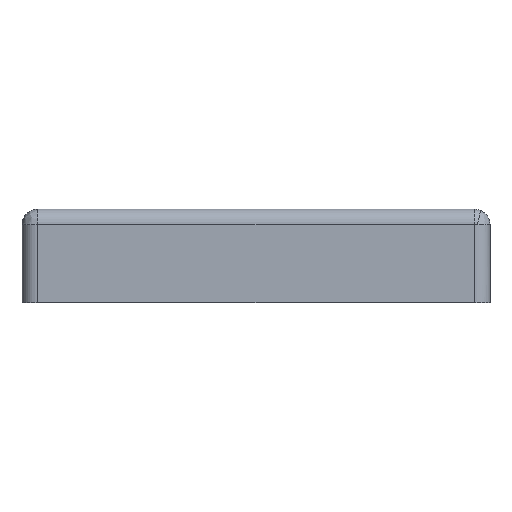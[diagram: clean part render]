
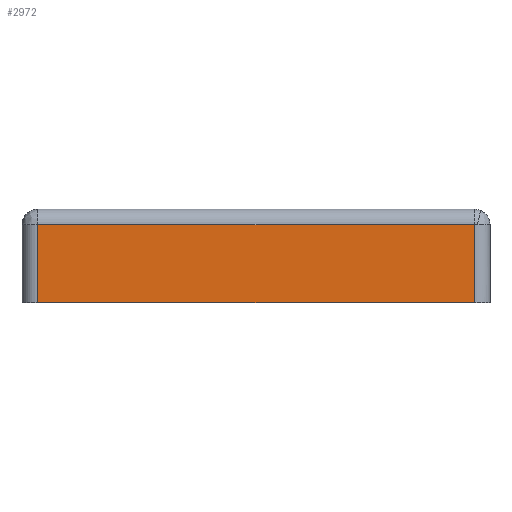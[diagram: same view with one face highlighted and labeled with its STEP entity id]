
A CAD part, front view. The second image highlights one B-rep face of the part: STEP entity #2972.
In plain terms, the highlighted planar face has unit normal (0, -1, 0).
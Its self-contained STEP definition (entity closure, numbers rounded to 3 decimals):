
#501 = VECTOR ( 'NONE', #569, 1000. ) ;
#524 = CARTESIAN_POINT ( 'NONE',  ( 28., -30., 10. ) ) ;
#569 = DIRECTION ( 'NONE',  ( 1., 0., 0. ) ) ;
#721 = CARTESIAN_POINT ( 'NONE',  ( -30., -30., 0. ) ) ;
#1053 = VERTEX_POINT ( 'NONE', #5643 ) ;
#2332 = DIRECTION ( 'NONE',  ( 0., 0., -1. ) ) ;
#2477 = VECTOR ( 'NONE', #4886, 1000. ) ;
#2620 = CARTESIAN_POINT ( 'NONE',  ( -30., -30., 12. ) ) ;
#2879 = DIRECTION ( 'NONE',  ( -1., 0., 0. ) ) ;
#2949 = CARTESIAN_POINT ( 'NONE',  ( -28., -30., 10. ) ) ;
#2972 = ADVANCED_FACE ( 'NONE', ( #6338 ), #3324, .F. ) ;
#3132 = ORIENTED_EDGE ( 'NONE', *, *, #7416, .F. ) ;
#3324 = PLANE ( 'NONE',  #4969 ) ;
#3334 = VERTEX_POINT ( 'NONE', #5456 ) ;
#3360 = DIRECTION ( 'NONE',  ( 0., 0., 1. ) ) ;
#4173 = EDGE_CURVE ( 'NONE', #5204, #7387, #4376, .T. ) ;
#4376 = LINE ( 'NONE', #4925, #501 ) ;
#4886 = DIRECTION ( 'NONE',  ( 0., 0., 1. ) ) ;
#4915 = CARTESIAN_POINT ( 'NONE',  ( -28., -30., 12. ) ) ;
#4925 = CARTESIAN_POINT ( 'NONE',  ( 30., -30., 10. ) ) ;
#4969 = AXIS2_PLACEMENT_3D ( 'NONE', #2620, #7678, #3360 ) ;
#4976 = VECTOR ( 'NONE', #2879, 1000. ) ;
#5204 = VERTEX_POINT ( 'NONE', #2949 ) ;
#5207 = LINE ( 'NONE', #7313, #8977 ) ;
#5456 = CARTESIAN_POINT ( 'NONE',  ( -28., -30., 0. ) ) ;
#5507 = EDGE_LOOP ( 'NONE', ( #8054, #3132, #7225, #6483 ) ) ;
#5643 = CARTESIAN_POINT ( 'NONE',  ( 28., -30., 0. ) ) ;
#6338 = FACE_OUTER_BOUND ( 'NONE', #5507, .T. ) ;
#6483 = ORIENTED_EDGE ( 'NONE', *, *, #6791, .F. ) ;
#6791 = EDGE_CURVE ( 'NONE', #7387, #1053, #5207, .T. ) ;
#7108 = LINE ( 'NONE', #721, #4976 ) ;
#7148 = EDGE_CURVE ( 'NONE', #1053, #3334, #7108, .T. ) ;
#7225 = ORIENTED_EDGE ( 'NONE', *, *, #7148, .F. ) ;
#7313 = CARTESIAN_POINT ( 'NONE',  ( 28., -30., 12. ) ) ;
#7387 = VERTEX_POINT ( 'NONE', #524 ) ;
#7416 = EDGE_CURVE ( 'NONE', #3334, #5204, #8005, .T. ) ;
#7678 = DIRECTION ( 'NONE',  ( 0., 1., 0. ) ) ;
#8005 = LINE ( 'NONE', #4915, #2477 ) ;
#8054 = ORIENTED_EDGE ( 'NONE', *, *, #4173, .F. ) ;
#8977 = VECTOR ( 'NONE', #2332, 1000. ) ;
